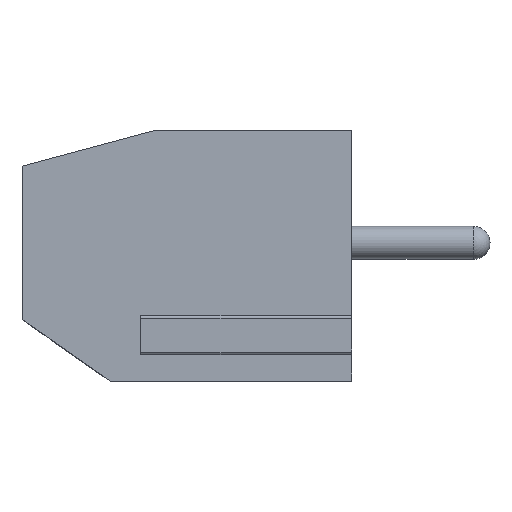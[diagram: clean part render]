
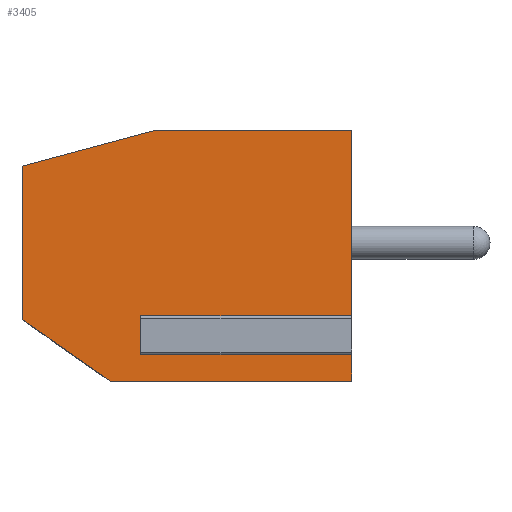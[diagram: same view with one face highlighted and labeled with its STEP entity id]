
A CAD part, left-side view. The second image highlights one B-rep face of the part: STEP entity #3405.
In plain terms, the highlighted planar face has unit normal (-1, 0, 0).
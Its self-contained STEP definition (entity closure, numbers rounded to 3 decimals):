
#53 = VECTOR ( 'NONE', #272, 1000. ) ;
#167 = LINE ( 'NONE', #1655, #2592 ) ;
#272 = DIRECTION ( 'NONE',  ( 0., 0., -1. ) ) ;
#326 = ORIENTED_EDGE ( 'NONE', *, *, #1225, .F. ) ;
#332 = ORIENTED_EDGE ( 'NONE', *, *, #1254, .F. ) ;
#435 = ORIENTED_EDGE ( 'NONE', *, *, #1395, .F. ) ;
#474 = ORIENTED_EDGE ( 'NONE', *, *, #3225, .F. ) ;
#544 = ORIENTED_EDGE ( 'NONE', *, *, #2282, .F. ) ;
#546 = DIRECTION ( 'NONE',  ( 0., 0., 1. ) ) ;
#669 = ORIENTED_EDGE ( 'NONE', *, *, #894, .F. ) ;
#672 = CARTESIAN_POINT ( 'NONE',  ( -5., 0., -4.2 ) ) ;
#714 = CARTESIAN_POINT ( 'NONE',  ( -5., 0., -2.4 ) ) ;
#803 = CARTESIAN_POINT ( 'NONE',  ( -5., 0., 3.4 ) ) ;
#804 = CARTESIAN_POINT ( 'NONE',  ( -5., 6.4, -2.4 ) ) ;
#840 = LINE ( 'NONE', #3582, #2051 ) ;
#870 = VECTOR ( 'NONE', #1491, 1000. ) ;
#894 = EDGE_CURVE ( 'NONE', #2684, #1249, #2281, .T. ) ;
#1018 = DIRECTION ( 'NONE',  ( 0., -1., 0. ) ) ;
#1064 = VECTOR ( 'NONE', #3217, 1000. ) ;
#1080 = EDGE_CURVE ( 'NONE', #3177, #2699, #167, .T. ) ;
#1087 = LINE ( 'NONE', #2869, #1101 ) ;
#1101 = VECTOR ( 'NONE', #1408, 1000. ) ;
#1211 = VECTOR ( 'NONE', #1936, 1000. ) ;
#1225 = EDGE_CURVE ( 'NONE', #2524, #2637, #1977, .T. ) ;
#1228 = FACE_OUTER_BOUND ( 'NONE', #3286, .T. ) ;
#1249 = VERTEX_POINT ( 'NONE', #714 ) ;
#1252 = LINE ( 'NONE', #1373, #53 ) ;
#1254 = EDGE_CURVE ( 'NONE', #2805, #1702, #2105, .T. ) ;
#1373 = CARTESIAN_POINT ( 'NONE',  ( -5., 0., 3.4 ) ) ;
#1395 = EDGE_CURVE ( 'NONE', #2558, #2684, #840, .T. ) ;
#1408 = DIRECTION ( 'NONE',  ( 0., -1., 0. ) ) ;
#1471 = ORIENTED_EDGE ( 'NONE', *, *, #1080, .F. ) ;
#1491 = DIRECTION ( 'NONE',  ( 0., 0., -1. ) ) ;
#1504 = ORIENTED_EDGE ( 'NONE', *, *, #2119, .F. ) ;
#1547 = AXIS2_PLACEMENT_3D ( 'NONE', #1850, #2886, #2025 ) ;
#1578 = DIRECTION ( 'NONE',  ( 0., 0., -1. ) ) ;
#1655 = CARTESIAN_POINT ( 'NONE',  ( -5., 10., -2.328 ) ) ;
#1702 = VERTEX_POINT ( 'NONE', #2583 ) ;
#1724 = ORIENTED_EDGE ( 'NONE', *, *, #3175, .T. ) ;
#1726 = CARTESIAN_POINT ( 'NONE',  ( -5., 7.327, -4.2 ) ) ;
#1797 = PLANE ( 'NONE',  #1547 ) ;
#1850 = CARTESIAN_POINT ( 'NONE',  ( -5., 0., 0. ) ) ;
#1916 = EDGE_CURVE ( 'NONE', #2699, #2558, #3430, .T. ) ;
#1936 = DIRECTION ( 'NONE',  ( 0., 0.819, 0.574 ) ) ;
#1971 = CARTESIAN_POINT ( 'NONE',  ( -5., 0., 3.4 ) ) ;
#1977 = LINE ( 'NONE', #672, #2081 ) ;
#2025 = DIRECTION ( 'NONE',  ( 0., 0., -1. ) ) ;
#2051 = VECTOR ( 'NONE', #3065, 1000. ) ;
#2081 = VECTOR ( 'NONE', #3142, 1000. ) ;
#2105 = LINE ( 'NONE', #2504, #870 ) ;
#2119 = EDGE_CURVE ( 'NONE', #2637, #3177, #2425, .T. ) ;
#2240 = VECTOR ( 'NONE', #1018, 1000. ) ;
#2281 = LINE ( 'NONE', #803, #2370 ) ;
#2282 = EDGE_CURVE ( 'NONE', #2305, #2524, #1252, .T. ) ;
#2305 = VERTEX_POINT ( 'NONE', #2536 ) ;
#2370 = VECTOR ( 'NONE', #1578, 1000. ) ;
#2425 = LINE ( 'NONE', #2996, #1211 ) ;
#2432 = CARTESIAN_POINT ( 'NONE',  ( -5., 6.4, -2.4 ) ) ;
#2504 = CARTESIAN_POINT ( 'NONE',  ( -5., 6.4, -3.2 ) ) ;
#2524 = VERTEX_POINT ( 'NONE', #2593 ) ;
#2536 = CARTESIAN_POINT ( 'NONE',  ( -5., 0., -3.2 ) ) ;
#2558 = VERTEX_POINT ( 'NONE', #3289 ) ;
#2583 = CARTESIAN_POINT ( 'NONE',  ( -5., 6.4, -3.2 ) ) ;
#2592 = VECTOR ( 'NONE', #546, 1000. ) ;
#2593 = CARTESIAN_POINT ( 'NONE',  ( -5., 0., -4.2 ) ) ;
#2637 = VERTEX_POINT ( 'NONE', #1726 ) ;
#2684 = VERTEX_POINT ( 'NONE', #1971 ) ;
#2699 = VERTEX_POINT ( 'NONE', #3082 ) ;
#2805 = VERTEX_POINT ( 'NONE', #2432 ) ;
#2831 = ORIENTED_EDGE ( 'NONE', *, *, #1916, .F. ) ;
#2869 = CARTESIAN_POINT ( 'NONE',  ( -5., 6.4, -3.2 ) ) ;
#2886 = DIRECTION ( 'NONE',  ( 1., 0., 0. ) ) ;
#2996 = CARTESIAN_POINT ( 'NONE',  ( -5., 7.327, -4.2 ) ) ;
#3065 = DIRECTION ( 'NONE',  ( 0., -1., 0. ) ) ;
#3082 = CARTESIAN_POINT ( 'NONE',  ( -5., 10., 2.328 ) ) ;
#3142 = DIRECTION ( 'NONE',  ( 0., 1., 0. ) ) ;
#3175 = EDGE_CURVE ( 'NONE', #2805, #1249, #3503, .T. ) ;
#3177 = VERTEX_POINT ( 'NONE', #3270 ) ;
#3217 = DIRECTION ( 'NONE',  ( 0., -0.966, 0.259 ) ) ;
#3225 = EDGE_CURVE ( 'NONE', #1702, #2305, #1087, .T. ) ;
#3270 = CARTESIAN_POINT ( 'NONE',  ( -5., 10., -2.328 ) ) ;
#3286 = EDGE_LOOP ( 'NONE', ( #474, #332, #1724, #669, #435, #2831, #1471, #1504, #326, #544 ) ) ;
#3289 = CARTESIAN_POINT ( 'NONE',  ( -5., 6., 3.4 ) ) ;
#3386 = CARTESIAN_POINT ( 'NONE',  ( -5., 6., 3.4 ) ) ;
#3405 = ADVANCED_FACE ( 'NONE', ( #1228 ), #1797, .F. ) ;
#3430 = LINE ( 'NONE', #3386, #1064 ) ;
#3503 = LINE ( 'NONE', #804, #2240 ) ;
#3582 = CARTESIAN_POINT ( 'NONE',  ( -5., 0., 3.4 ) ) ;
